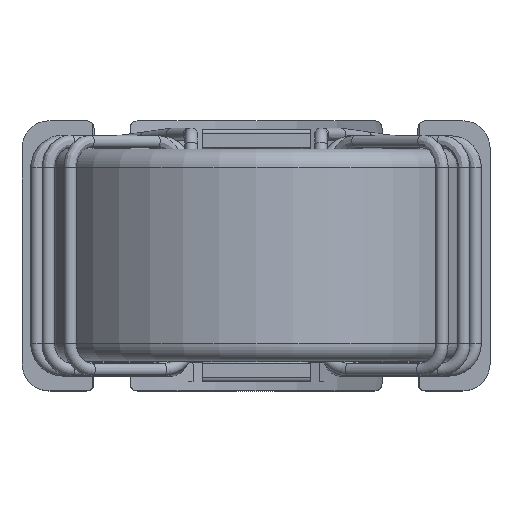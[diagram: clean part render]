
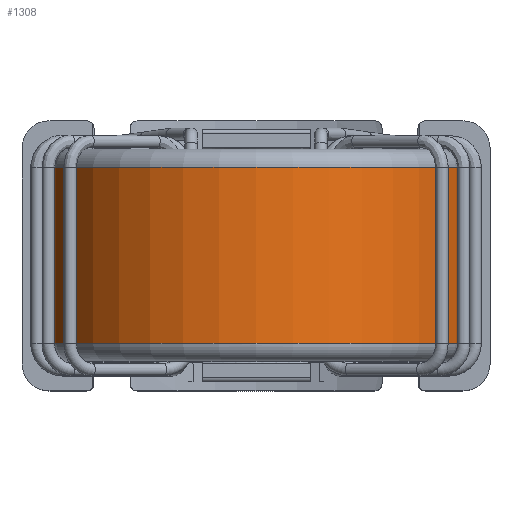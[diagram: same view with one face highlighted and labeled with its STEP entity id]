
A CAD part, top view. The second image highlights one B-rep face of the part: STEP entity #1308.
In plain terms, the highlighted cylindrical face has radius 5.9 mm (diameter 11.8 mm), a full revolution.
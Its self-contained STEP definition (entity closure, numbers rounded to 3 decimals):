
#1308 = ADVANCED_FACE( '', ( #3040, #3041 ), #3042, .T. );
#3040 = FACE_OUTER_BOUND( '', #7039, .T. );
#3041 = FACE_OUTER_BOUND( '', #7040, .T. );
#3042 = CYLINDRICAL_SURFACE( '', #7041, 5.9 );
#7039 = EDGE_LOOP( '', ( #11831 ) );
#7040 = EDGE_LOOP( '', ( #11832 ) );
#7041 = AXIS2_PLACEMENT_3D( '', #11833, #11834, #11835 );
#11831 = ORIENTED_EDGE( '', *, *, #13864, .T. );
#11832 = ORIENTED_EDGE( '', *, *, #13559, .T. );
#11833 = CARTESIAN_POINT( '', ( 0., -2.95, 0. ) );
#11834 = DIRECTION( '', ( 0., -1., 0. ) );
#11835 = DIRECTION( '', ( 0., 0., 1. ) );
#13559 = EDGE_CURVE( '', #14314, #14314, #14315, .T. );
#13864 = EDGE_CURVE( '', #14771, #14771, #14772, .F. );
#14314 = VERTEX_POINT( '', #15342 );
#14315 = CIRCLE( '', #15343, 5.9 );
#14771 = VERTEX_POINT( '', #15903 );
#14772 = CIRCLE( '', #15904, 5.9 );
#15342 = CARTESIAN_POINT( '', ( 0., -2.45, 5.9 ) );
#15343 = AXIS2_PLACEMENT_3D( '', #16498, #16499, #16500 );
#15903 = CARTESIAN_POINT( '', ( 0., 2.45, 5.9 ) );
#15904 = AXIS2_PLACEMENT_3D( '', #16857, #16858, #16859 );
#16498 = CARTESIAN_POINT( '', ( 0., -2.45, 0. ) );
#16499 = DIRECTION( '', ( 0., 1., 0. ) );
#16500 = DIRECTION( '', ( 0., 0., 1. ) );
#16857 = CARTESIAN_POINT( '', ( 0., 2.45, 0. ) );
#16858 = DIRECTION( '', ( 0., 1., 0. ) );
#16859 = DIRECTION( '', ( 0., 0., 1. ) );
